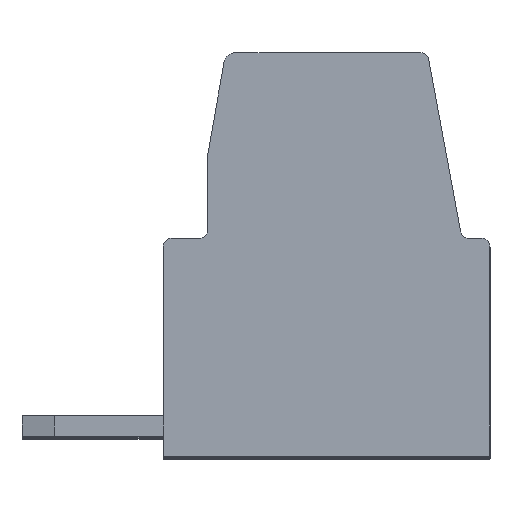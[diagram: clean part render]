
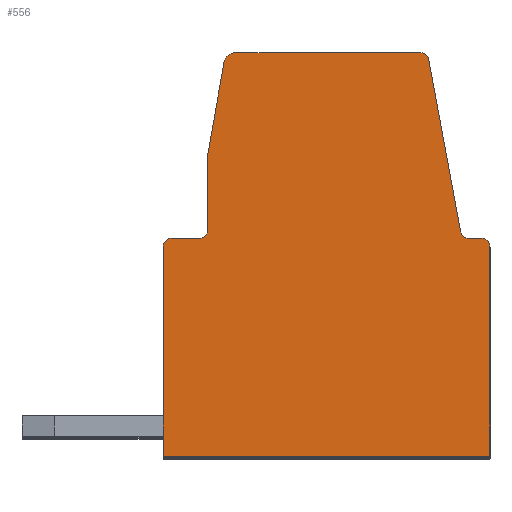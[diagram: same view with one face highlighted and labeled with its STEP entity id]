
A CAD part, top view. The second image highlights one B-rep face of the part: STEP entity #556.
In plain terms, the highlighted planar face has unit normal (0, 0, 1).
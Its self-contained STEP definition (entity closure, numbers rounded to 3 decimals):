
#556 = ADVANCED_FACE( '', ( #1110 ), #1111, .F. );
#1110 = FACE_OUTER_BOUND( '', #1684, .T. );
#1111 = PLANE( '', #1685 );
#1684 = EDGE_LOOP( '', ( #3135, #3136, #3137, #3138, #3139, #3140, #3141, #3142, #3143, #3144, #3145, #3146, #3147, #3148, #3149 ) );
#1685 = AXIS2_PLACEMENT_3D( '', #3150, #3151, #3152 );
#3135 = ORIENTED_EDGE( '', *, *, #3996, .T. );
#3136 = ORIENTED_EDGE( '', *, *, #4204, .T. );
#3137 = ORIENTED_EDGE( '', *, *, #4028, .F. );
#3138 = ORIENTED_EDGE( '', *, *, #3763, .T. );
#3139 = ORIENTED_EDGE( '', *, *, #4196, .T. );
#3140 = ORIENTED_EDGE( '', *, *, #3967, .T. );
#3141 = ORIENTED_EDGE( '', *, *, #3849, .T. );
#3142 = ORIENTED_EDGE( '', *, *, #4234, .T. );
#3143 = ORIENTED_EDGE( '', *, *, #3777, .F. );
#3144 = ORIENTED_EDGE( '', *, *, #3853, .T. );
#3145 = ORIENTED_EDGE( '', *, *, #4091, .F. );
#3146 = ORIENTED_EDGE( '', *, *, #3915, .T. );
#3147 = ORIENTED_EDGE( '', *, *, #4206, .T. );
#3148 = ORIENTED_EDGE( '', *, *, #3641, .T. );
#3149 = ORIENTED_EDGE( '', *, *, #4235, .F. );
#3150 = CARTESIAN_POINT( '', ( 1.014, -4.4, 0. ) );
#3151 = DIRECTION( '', ( 0., 0., -1. ) );
#3152 = DIRECTION( '', ( 0., 1., 0. ) );
#3641 = EDGE_CURVE( '', #4362, #4360, #4363, .T. );
#3763 = EDGE_CURVE( '', #4578, #4576, #4579, .T. );
#3777 = EDGE_CURVE( '', #4598, #4600, #4601, .T. );
#3849 = EDGE_CURVE( '', #4728, #4726, #4729, .T. );
#3853 = EDGE_CURVE( '', #4598, #4732, #4734, .T. );
#3915 = EDGE_CURVE( '', #4831, #4829, #4832, .T. );
#3967 = EDGE_CURVE( '', #4911, #4728, #4912, .T. );
#3996 = EDGE_CURVE( '', #4952, #4950, #4953, .T. );
#4028 = EDGE_CURVE( '', #4578, #5001, #5002, .T. );
#4091 = EDGE_CURVE( '', #4831, #4732, #5089, .T. );
#4196 = EDGE_CURVE( '', #4576, #4911, #5228, .T. );
#4204 = EDGE_CURVE( '', #4950, #5001, #5237, .T. );
#4206 = EDGE_CURVE( '', #4829, #4362, #5239, .T. );
#4234 = EDGE_CURVE( '', #4726, #4600, #5270, .T. );
#4235 = EDGE_CURVE( '', #4952, #4360, #5271, .T. );
#4360 = VERTEX_POINT( '', #5417 );
#4362 = VERTEX_POINT( '', #5420 );
#4363 = LINE( '', #5421, #5422 );
#4576 = VERTEX_POINT( '', #5725 );
#4578 = VERTEX_POINT( '', #5728 );
#4579 = LINE( '', #5729, #5730 );
#4598 = VERTEX_POINT( '', #5758 );
#4600 = VERTEX_POINT( '', #5761 );
#4601 = CIRCLE( '', #5762, 0.2 );
#4726 = VERTEX_POINT( '', #5940 );
#4728 = VERTEX_POINT( '', #5943 );
#4729 = LINE( '', #5944, #5945 );
#4732 = VERTEX_POINT( '', #5949 );
#4734 = LINE( '', #5952, #5953 );
#4829 = VERTEX_POINT( '', #6093 );
#4831 = VERTEX_POINT( '', #6096 );
#4832 = LINE( '', #6097, #6098 );
#4911 = VERTEX_POINT( '', #6209 );
#4912 = LINE( '', #6210, #6211 );
#4950 = VERTEX_POINT( '', #6264 );
#4952 = VERTEX_POINT( '', #6267 );
#4953 = LINE( '', #6268, #6269 );
#5001 = VERTEX_POINT( '', #6338 );
#5002 = CIRCLE( '', #6339, 0.2 );
#5089 = CIRCLE( '', #6472, 0.2 );
#5228 = CIRCLE( '', #6680, 0.2 );
#5237 = LINE( '', #6692, #6693 );
#5239 = CIRCLE( '', #6695, 0.2 );
#5270 = LINE( '', #6738, #6739 );
#5271 = CIRCLE( '', #6740, 0.3 );
#5417 = CARTESIAN_POINT( '', ( -6.094, 10., 0. ) );
#5420 = CARTESIAN_POINT( '', ( -1.512, 10., 0. ) );
#5421 = CARTESIAN_POINT( '', ( -16.21, 10., 0. ) );
#5422 = VECTOR( '', #6864, 1000. );
#5725 = CARTESIAN_POINT( '', ( -7.696, 5.4, 0. ) );
#5728 = CARTESIAN_POINT( '', ( -6.996, 5.4, 0. ) );
#5729 = CARTESIAN_POINT( '', ( -16.21, 5.4, 0. ) );
#5730 = VECTOR( '', #6992, 1000. );
#5758 = CARTESIAN_POINT( '', ( 0.004, 5.4, 0. ) );
#5761 = CARTESIAN_POINT( '', ( 0.204, 5.2, 0. ) );
#5762 = AXIS2_PLACEMENT_3D( '', #7003, #7004, #7005 );
#5940 = CARTESIAN_POINT( '', ( 0.204, 0., 0. ) );
#5943 = CARTESIAN_POINT( '', ( -7.896, 0., 0. ) );
#5944 = CARTESIAN_POINT( '', ( -16.21, 0., 0. ) );
#5945 = VECTOR( '', #7087, 1000. );
#5949 = CARTESIAN_POINT( '', ( -0.327, 5.4, 0. ) );
#5952 = CARTESIAN_POINT( '', ( -16.21, 5.4, 0. ) );
#5953 = VECTOR( '', #7090, 1000. );
#6093 = CARTESIAN_POINT( '', ( -1.316, 9.836, 0. ) );
#6096 = CARTESIAN_POINT( '', ( -0.524, 5.564, 0. ) );
#6097 = CARTESIAN_POINT( '', ( 3.925, -18.438, 0. ) );
#6098 = VECTOR( '', #7146, 1000. );
#6209 = CARTESIAN_POINT( '', ( -7.896, 5.2, 0. ) );
#6210 = CARTESIAN_POINT( '', ( -7.896, -18.438, 0. ) );
#6211 = VECTOR( '', #7200, 1000. );
#6264 = CARTESIAN_POINT( '', ( -6.796, 7.448, 0. ) );
#6267 = CARTESIAN_POINT( '', ( -6.39, 9.752, 0. ) );
#6268 = CARTESIAN_POINT( '', ( -11.36, -18.438, 0. ) );
#6269 = VECTOR( '', #7229, 1000. );
#6338 = CARTESIAN_POINT( '', ( -6.796, 5.6, 0. ) );
#6339 = AXIS2_PLACEMENT_3D( '', #7257, #7258, #7259 );
#6472 = AXIS2_PLACEMENT_3D( '', #7318, #7319, #7320 );
#6680 = AXIS2_PLACEMENT_3D( '', #7414, #7415, #7416 );
#6692 = CARTESIAN_POINT( '', ( -6.796, -18.438, 0. ) );
#6693 = VECTOR( '', #7420, 1000. );
#6695 = AXIS2_PLACEMENT_3D( '', #7421, #7422, #7423 );
#6738 = CARTESIAN_POINT( '', ( 0.204, -18.438, 0. ) );
#6739 = VECTOR( '', #7445, 1000. );
#6740 = AXIS2_PLACEMENT_3D( '', #7446, #7447, #7448 );
#6864 = DIRECTION( '', ( -1., 0., 0. ) );
#6992 = DIRECTION( '', ( -1., 0., 0. ) );
#7003 = CARTESIAN_POINT( '', ( 0.004, 5.2, 0. ) );
#7004 = DIRECTION( '', ( 0., 0., -1. ) );
#7005 = DIRECTION( '', ( -1., 0., 0. ) );
#7087 = DIRECTION( '', ( 1., 0., 0. ) );
#7090 = DIRECTION( '', ( -1., 0., 0. ) );
#7146 = DIRECTION( '', ( -0.182, 0.983, 0. ) );
#7200 = DIRECTION( '', ( 0., -1., 0. ) );
#7229 = DIRECTION( '', ( -0.174, -0.985, 0. ) );
#7257 = CARTESIAN_POINT( '', ( -6.996, 5.6, 0. ) );
#7258 = DIRECTION( '', ( 0., 0., 1. ) );
#7259 = DIRECTION( '', ( 1., 0., 0. ) );
#7318 = CARTESIAN_POINT( '', ( -0.327, 5.6, 0. ) );
#7319 = DIRECTION( '', ( 0., 0., 1. ) );
#7320 = DIRECTION( '', ( 1., 0., 0. ) );
#7414 = CARTESIAN_POINT( '', ( -7.696, 5.2, 0. ) );
#7415 = DIRECTION( '', ( 0., 0., 1. ) );
#7416 = DIRECTION( '', ( 1., 0., 0. ) );
#7420 = DIRECTION( '', ( 0., -1., 0. ) );
#7421 = CARTESIAN_POINT( '', ( -1.512, 9.8, 0. ) );
#7422 = DIRECTION( '', ( 0., 0., 1. ) );
#7423 = DIRECTION( '', ( 1., 0., 0. ) );
#7445 = DIRECTION( '', ( 0., 1., 0. ) );
#7446 = CARTESIAN_POINT( '', ( -6.094, 9.7, 0. ) );
#7447 = DIRECTION( '', ( 0., 0., -1. ) );
#7448 = DIRECTION( '', ( -1., 0., 0. ) );
